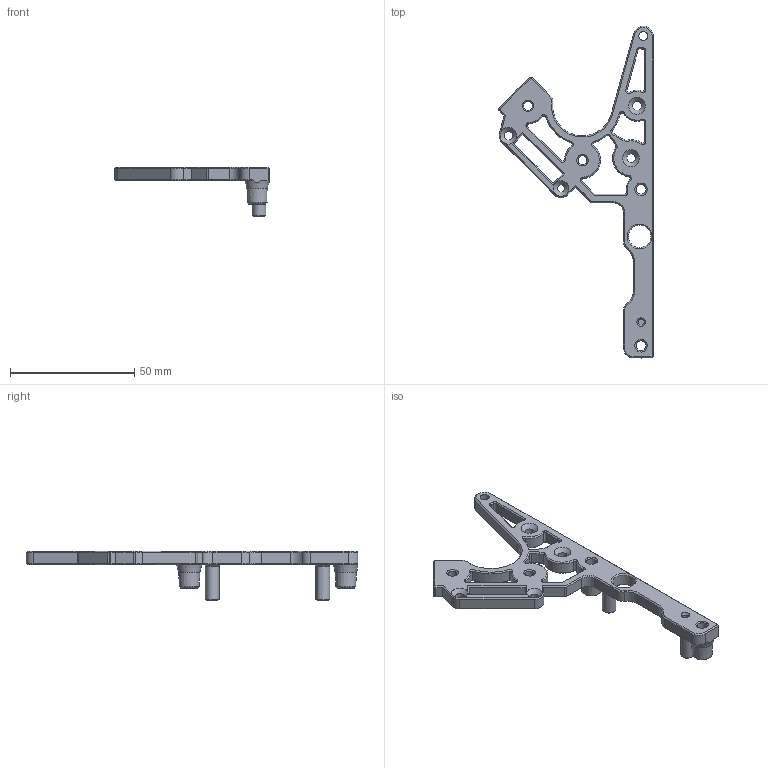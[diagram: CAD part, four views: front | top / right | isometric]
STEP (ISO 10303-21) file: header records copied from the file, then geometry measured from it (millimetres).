
FILE_DESCRIPTION(('HOOPS Exchange Step'),'2;1');
FILE_NAME('temp_export','2024-12-21T17:11:04+08:00',('27699'),('Shapr3D Limited'),'HOOPS Exchange 2024.6','Shapr3D','Authorized');
FILE_SCHEMA( ('AP242_MANAGED_MODEL_BASED_3D_ENGINEERING_MIM_LF {1 0 10303 442 1 1 4 }') );
Length unit declared in the file: millimetre
Products named in the file (1): 左半部分连接夹板
Bounding box: 62.2 x 133.6 x 20 mm (x, y, z)
Volume: 13175.9 mm3; surface area: 9661.3 mm2
Topology: 1 solids, 1 shells, 304 faces, 777 edges, 476 vertices
Faces by surface type: cone 148, plane 88, cylinder 68
Full cylindrical faces by diameter (mm): 2.5 x3, 3 x1, 3.5 x2, 3.6 x4, 4 x2, 5.5 x2, 9 x1
Entity records: 9379 total; most frequent: CARTESIAN_POINT 1741, DIRECTION 1706, ORIENTED_EDGE 1554, EDGE_CURVE 777, AXIS2_PLACEMENT_3D 669, VERTEX_POINT 476, VECTOR 368, LINE 368
